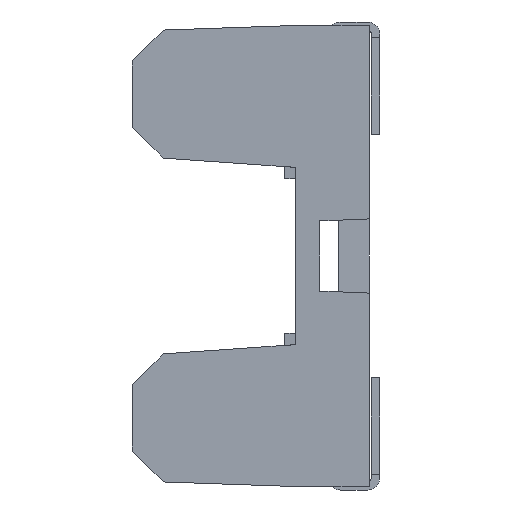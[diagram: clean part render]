
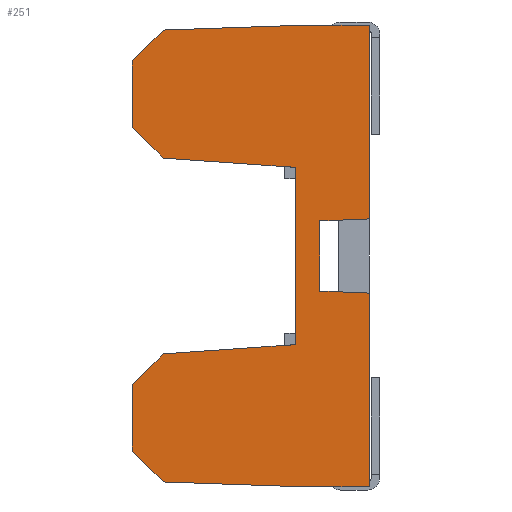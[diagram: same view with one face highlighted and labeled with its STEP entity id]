
A CAD part, left-side view. The second image highlights one B-rep face of the part: STEP entity #251.
In plain terms, the highlighted planar face has unit normal (-1, 0.026, 0).
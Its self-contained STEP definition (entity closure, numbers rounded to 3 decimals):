
#251=ADVANCED_FACE('',(#469),#3761,.T.);
#469=FACE_OUTER_BOUND('',#687,.T.);
#687=EDGE_LOOP('',(#1673,#1674,#1675,#1676,#1677,#1678,#1679,#1680,#1681,
#1682,#1683,#1684,#1685,#1686,#1687,#1688,#1689,#1690));
#1673=ORIENTED_EDGE('',*,*,#2480,.T.);
#1674=ORIENTED_EDGE('',*,*,#2481,.T.);
#1675=ORIENTED_EDGE('',*,*,#2427,.T.);
#1676=ORIENTED_EDGE('',*,*,#2465,.T.);
#1677=ORIENTED_EDGE('',*,*,#2482,.T.);
#1678=ORIENTED_EDGE('',*,*,#2483,.T.);
#1679=ORIENTED_EDGE('',*,*,#2366,.F.);
#1680=ORIENTED_EDGE('',*,*,#2410,.F.);
#1681=ORIENTED_EDGE('',*,*,#2393,.F.);
#1682=ORIENTED_EDGE('',*,*,#2484,.T.);
#1683=ORIENTED_EDGE('',*,*,#2485,.T.);
#1684=ORIENTED_EDGE('',*,*,#2486,.T.);
#1685=ORIENTED_EDGE('',*,*,#2487,.T.);
#1686=ORIENTED_EDGE('',*,*,#2488,.T.);
#1687=ORIENTED_EDGE('',*,*,#2489,.T.);
#1688=ORIENTED_EDGE('',*,*,#2457,.F.);
#1689=ORIENTED_EDGE('',*,*,#2473,.F.);
#1690=ORIENTED_EDGE('',*,*,#2490,.T.);
#2366=EDGE_CURVE('',#3500,#3501,#2862,.T.);
#2393=EDGE_CURVE('',#3523,#3524,#2889,.T.);
#2410=EDGE_CURVE('',#3524,#3500,#2906,.T.);
#2427=EDGE_CURVE('',#3551,#3550,#2923,.T.);
#2457=EDGE_CURVE('',#3570,#3571,#2953,.T.);
#2465=EDGE_CURVE('',#3550,#3575,#2961,.T.);
#2473=EDGE_CURVE('',#3579,#3570,#2969,.T.);
#2480=EDGE_CURVE('',#3583,#3584,#2976,.T.);
#2481=EDGE_CURVE('',#3584,#3551,#2977,.T.);
#2482=EDGE_CURVE('',#3575,#3585,#2978,.T.);
#2483=EDGE_CURVE('',#3585,#3501,#2979,.T.);
#2484=EDGE_CURVE('',#3523,#3586,#2980,.T.);
#2485=EDGE_CURVE('',#3586,#3587,#2981,.T.);
#2486=EDGE_CURVE('',#3587,#3542,#2982,.T.);
#2487=EDGE_CURVE('',#3542,#3544,#2983,.T.);
#2488=EDGE_CURVE('',#3544,#3588,#2984,.T.);
#2489=EDGE_CURVE('',#3588,#3571,#2985,.T.);
#2490=EDGE_CURVE('',#3579,#3583,#2986,.T.);
#2862=B_SPLINE_CURVE_WITH_KNOTS('',1,(#8346,#8347),.UNSPECIFIED.,.F.,.F.,
(2,2),(0.,8.6),.UNSPECIFIED.);
#2889=B_SPLINE_CURVE_WITH_KNOTS('',1,(#8400,#8401),.UNSPECIFIED.,.F.,.F.,
(2,2),(0.,2.122),.UNSPECIFIED.);
#2906=B_SPLINE_CURVE_WITH_KNOTS('',1,(#8434,#8435),.UNSPECIFIED.,.F.,.F.,
(2,2),(0.,6.418),.UNSPECIFIED.);
#2923=B_SPLINE_CURVE_WITH_KNOTS('',1,(#8468,#8469),.UNSPECIFIED.,.F.,.F.,
(2,2),(-2.122,0.),.UNSPECIFIED.);
#2953=B_SPLINE_CURVE_WITH_KNOTS('',1,(#8528,#8529),.UNSPECIFIED.,.F.,.F.,
(2,2),(0.,3.4),.UNSPECIFIED.);
#2961=B_SPLINE_CURVE_WITH_KNOTS('',1,(#8544,#8545),.UNSPECIFIED.,.F.,.F.,
(2,2),(-3.212,0.),.UNSPECIFIED.);
#2969=B_SPLINE_CURVE_WITH_KNOTS('',1,(#8560,#8561),.UNSPECIFIED.,.F.,.F.,
(2,2),(0.,2.403),.UNSPECIFIED.);
#2976=B_SPLINE_CURVE_WITH_KNOTS('',1,(#8574,#8575),.UNSPECIFIED.,.F.,.F.,
(2,2),(0.,3.101),.UNSPECIFIED.);
#2977=B_SPLINE_CURVE_WITH_KNOTS('',1,(#8576,#8577),.UNSPECIFIED.,.F.,.F.,
(2,2),(0.,6.907),.UNSPECIFIED.);
#2978=B_SPLINE_CURVE_WITH_KNOTS('',1,(#8578,#8579),.UNSPECIFIED.,.F.,.F.,
(2,2),(0.,2.122),.UNSPECIFIED.);
#2979=B_SPLINE_CURVE_WITH_KNOTS('',1,(#8580,#8581),.UNSPECIFIED.,.F.,.F.,
(2,2),(0.,6.418),.UNSPECIFIED.);
#2980=B_SPLINE_CURVE_WITH_KNOTS('',1,(#8582,#8583),.UNSPECIFIED.,.F.,.F.,
(2,2),(0.,3.212),.UNSPECIFIED.);
#2981=B_SPLINE_CURVE_WITH_KNOTS('',1,(#8584,#8585),.UNSPECIFIED.,.F.,.F.,
(2,2),(0.,2.122),.UNSPECIFIED.);
#2982=B_SPLINE_CURVE_WITH_KNOTS('',1,(#8586,#8587),.UNSPECIFIED.,.F.,.F.,
(2,2),(0.,6.907),.UNSPECIFIED.);
#2983=B_SPLINE_CURVE_WITH_KNOTS('',1,(#8588,#8589),.UNSPECIFIED.,.F.,.F.,
(2,2),(0.,3.101),.UNSPECIFIED.);
#2984=B_SPLINE_CURVE_WITH_KNOTS('',1,(#8590,#8591),.UNSPECIFIED.,.F.,.F.,
(2,2),(0.,9.4),.UNSPECIFIED.);
#2985=B_SPLINE_CURVE_WITH_KNOTS('',1,(#8592,#8593),.UNSPECIFIED.,.F.,.F.,
(2,2),(0.,2.403),.UNSPECIFIED.);
#2986=B_SPLINE_CURVE_WITH_KNOTS('',1,(#8594,#8595),.UNSPECIFIED.,.F.,.F.,
(2,2),(0.,9.4),.UNSPECIFIED.);
#3500=VERTEX_POINT('',#8202);
#3501=VERTEX_POINT('',#8203);
#3523=VERTEX_POINT('',#8225);
#3524=VERTEX_POINT('',#8226);
#3542=VERTEX_POINT('',#8244);
#3544=VERTEX_POINT('',#8246);
#3550=VERTEX_POINT('',#8252);
#3551=VERTEX_POINT('',#8253);
#3570=VERTEX_POINT('',#8272);
#3571=VERTEX_POINT('',#8273);
#3575=VERTEX_POINT('',#8277);
#3579=VERTEX_POINT('',#8281);
#3583=VERTEX_POINT('',#8285);
#3584=VERTEX_POINT('',#8286);
#3585=VERTEX_POINT('',#8287);
#3586=VERTEX_POINT('',#8288);
#3587=VERTEX_POINT('',#8289);
#3588=VERTEX_POINT('',#8290);
#3761=PLANE('',#3999);
#3999=AXIS2_PLACEMENT_3D('',#8153,#4156,$);
#4156=DIRECTION('',(-1.,0.026,0.));
#8153=CARTESIAN_POINT('',(-4.83,-0.662,-13.452));
#8202=CARTESIAN_POINT('',(-4.706,4.1,-4.3));
#8203=CARTESIAN_POINT('',(-4.706,4.1,4.3));
#8225=CARTESIAN_POINT('',(-4.499,12.,-6.248));
#8226=CARTESIAN_POINT('',(-4.538,10.5,-4.748));
#8244=CARTESIAN_POINT('',(-4.719,3.6,-11.2));
#8246=CARTESIAN_POINT('',(-4.8,0.5,-11.2));
#8252=CARTESIAN_POINT('',(-4.499,12.,9.459));
#8253=CARTESIAN_POINT('',(-4.538,10.5,10.959));
#8272=CARTESIAN_POINT('',(-4.737,2.9,1.7));
#8273=CARTESIAN_POINT('',(-4.737,2.9,-1.7));
#8277=CARTESIAN_POINT('',(-4.499,12.,6.248));
#8281=CARTESIAN_POINT('',(-4.8,0.5,1.8));
#8285=CARTESIAN_POINT('',(-4.8,0.5,11.2));
#8286=CARTESIAN_POINT('',(-4.719,3.6,11.2));
#8287=CARTESIAN_POINT('',(-4.538,10.5,4.748));
#8288=CARTESIAN_POINT('',(-4.499,12.,-9.459));
#8289=CARTESIAN_POINT('',(-4.538,10.5,-10.959));
#8290=CARTESIAN_POINT('',(-4.8,0.5,-1.8));
#8346=CARTESIAN_POINT('',(-4.706,4.1,-4.3));
#8347=CARTESIAN_POINT('',(-4.706,4.1,4.3));
#8400=CARTESIAN_POINT('',(-4.499,12.,-6.248));
#8401=CARTESIAN_POINT('',(-4.538,10.5,-4.748));
#8434=CARTESIAN_POINT('',(-4.538,10.5,-4.748));
#8435=CARTESIAN_POINT('',(-4.706,4.1,-4.3));
#8468=CARTESIAN_POINT('',(-4.538,10.5,10.959));
#8469=CARTESIAN_POINT('',(-4.499,12.,9.459));
#8528=CARTESIAN_POINT('',(-4.737,2.9,1.7));
#8529=CARTESIAN_POINT('',(-4.737,2.9,-1.7));
#8544=CARTESIAN_POINT('',(-4.499,12.,9.459));
#8545=CARTESIAN_POINT('',(-4.499,12.,6.248));
#8560=CARTESIAN_POINT('',(-4.8,0.5,1.8));
#8561=CARTESIAN_POINT('',(-4.737,2.9,1.7));
#8574=CARTESIAN_POINT('',(-4.8,0.5,11.2));
#8575=CARTESIAN_POINT('',(-4.719,3.6,11.2));
#8576=CARTESIAN_POINT('',(-4.719,3.6,11.2));
#8577=CARTESIAN_POINT('',(-4.538,10.5,10.959));
#8578=CARTESIAN_POINT('',(-4.499,12.,6.248));
#8579=CARTESIAN_POINT('',(-4.538,10.5,4.748));
#8580=CARTESIAN_POINT('',(-4.538,10.5,4.748));
#8581=CARTESIAN_POINT('',(-4.706,4.1,4.3));
#8582=CARTESIAN_POINT('',(-4.499,12.,-6.248));
#8583=CARTESIAN_POINT('',(-4.499,12.,-9.459));
#8584=CARTESIAN_POINT('',(-4.499,12.,-9.459));
#8585=CARTESIAN_POINT('',(-4.538,10.5,-10.959));
#8586=CARTESIAN_POINT('',(-4.538,10.5,-10.959));
#8587=CARTESIAN_POINT('',(-4.719,3.6,-11.2));
#8588=CARTESIAN_POINT('',(-4.719,3.6,-11.2));
#8589=CARTESIAN_POINT('',(-4.8,0.5,-11.2));
#8590=CARTESIAN_POINT('',(-4.8,0.5,-11.2));
#8591=CARTESIAN_POINT('',(-4.8,0.5,-1.8));
#8592=CARTESIAN_POINT('',(-4.8,0.5,-1.8));
#8593=CARTESIAN_POINT('',(-4.737,2.9,-1.7));
#8594=CARTESIAN_POINT('',(-4.8,0.5,1.8));
#8595=CARTESIAN_POINT('',(-4.8,0.5,11.2));
